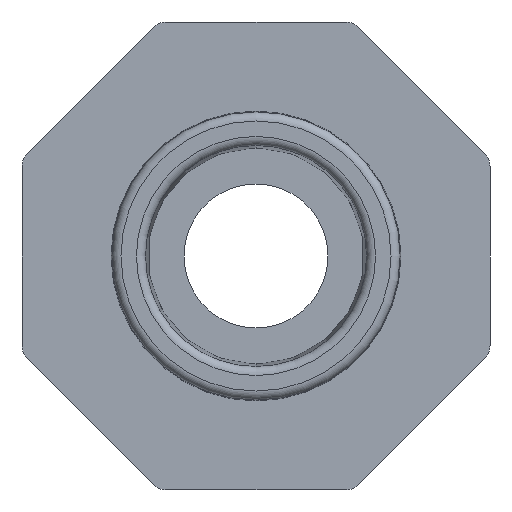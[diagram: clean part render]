
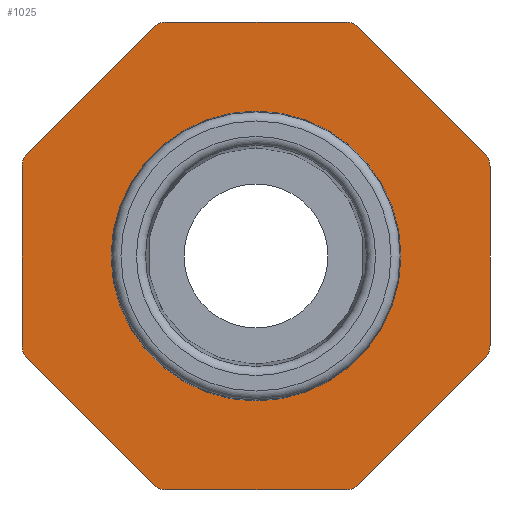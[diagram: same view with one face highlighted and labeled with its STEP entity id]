
A CAD part, front view. The second image highlights one B-rep face of the part: STEP entity #1025.
In plain terms, the highlighted planar face has unit normal (0, -1, 0).
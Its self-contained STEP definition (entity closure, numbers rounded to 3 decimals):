
#23=FACE_BOUND('',#162,.T.);
#42=PLANE('',#1131);
#97=FACE_OUTER_BOUND('',#161,.T.);
#161=EDGE_LOOP('',(#813,#814,#815,#816,#817,#818,#819,#820,#821,#822,#823,
#824,#825,#826,#827,#828));
#162=EDGE_LOOP('',(#829));
#204=CIRCLE('',#1102,1.);
#206=CIRCLE('',#1106,1.);
#208=CIRCLE('',#1110,1.);
#210=CIRCLE('',#1114,1.);
#212=CIRCLE('',#1118,1.);
#214=CIRCLE('',#1122,1.);
#216=CIRCLE('',#1126,1.);
#218=CIRCLE('',#1130,1.);
#219=CIRCLE('',#1132,8.05);
#306=LINE('',#4504,#364);
#310=LINE('',#4516,#368);
#314=LINE('',#4528,#372);
#318=LINE('',#4540,#376);
#322=LINE('',#4552,#380);
#326=LINE('',#4564,#384);
#330=LINE('',#4576,#388);
#334=LINE('',#4588,#392);
#364=VECTOR('',#1274,1.);
#368=VECTOR('',#1286,1.);
#372=VECTOR('',#1298,1.);
#376=VECTOR('',#1310,1.);
#380=VECTOR('',#1322,1.);
#384=VECTOR('',#1334,1.);
#388=VECTOR('',#1346,1.);
#392=VECTOR('',#1358,1.);
#449=VERTEX_POINT('',#4497);
#452=VERTEX_POINT('',#4502);
#454=VERTEX_POINT('',#4508);
#456=VERTEX_POINT('',#4514);
#458=VERTEX_POINT('',#4520);
#460=VERTEX_POINT('',#4526);
#462=VERTEX_POINT('',#4532);
#464=VERTEX_POINT('',#4538);
#466=VERTEX_POINT('',#4544);
#468=VERTEX_POINT('',#4550);
#470=VERTEX_POINT('',#4556);
#472=VERTEX_POINT('',#4562);
#474=VERTEX_POINT('',#4568);
#476=VERTEX_POINT('',#4574);
#478=VERTEX_POINT('',#4580);
#480=VERTEX_POINT('',#4586);
#481=VERTEX_POINT('',#4593);
#573=EDGE_CURVE('',#449,#452,#306,.T.);
#576=EDGE_CURVE('',#452,#454,#204,.T.);
#579=EDGE_CURVE('',#454,#456,#310,.T.);
#582=EDGE_CURVE('',#456,#458,#206,.T.);
#585=EDGE_CURVE('',#458,#460,#314,.T.);
#588=EDGE_CURVE('',#460,#462,#208,.T.);
#591=EDGE_CURVE('',#462,#464,#318,.T.);
#594=EDGE_CURVE('',#464,#466,#210,.T.);
#597=EDGE_CURVE('',#466,#468,#322,.T.);
#600=EDGE_CURVE('',#468,#470,#212,.T.);
#603=EDGE_CURVE('',#470,#472,#326,.T.);
#606=EDGE_CURVE('',#472,#474,#214,.T.);
#609=EDGE_CURVE('',#474,#476,#330,.T.);
#612=EDGE_CURVE('',#476,#478,#216,.T.);
#615=EDGE_CURVE('',#478,#480,#334,.T.);
#617=EDGE_CURVE('',#480,#449,#218,.T.);
#618=EDGE_CURVE('',#481,#481,#219,.T.);
#813=ORIENTED_EDGE('',*,*,#573,.T.);
#814=ORIENTED_EDGE('',*,*,#576,.T.);
#815=ORIENTED_EDGE('',*,*,#579,.T.);
#816=ORIENTED_EDGE('',*,*,#582,.T.);
#817=ORIENTED_EDGE('',*,*,#585,.T.);
#818=ORIENTED_EDGE('',*,*,#588,.T.);
#819=ORIENTED_EDGE('',*,*,#591,.T.);
#820=ORIENTED_EDGE('',*,*,#594,.T.);
#821=ORIENTED_EDGE('',*,*,#597,.T.);
#822=ORIENTED_EDGE('',*,*,#600,.T.);
#823=ORIENTED_EDGE('',*,*,#603,.T.);
#824=ORIENTED_EDGE('',*,*,#606,.T.);
#825=ORIENTED_EDGE('',*,*,#609,.T.);
#826=ORIENTED_EDGE('',*,*,#612,.T.);
#827=ORIENTED_EDGE('',*,*,#615,.T.);
#828=ORIENTED_EDGE('',*,*,#617,.T.);
#829=ORIENTED_EDGE('',*,*,#618,.F.);
#1025=ADVANCED_FACE('',(#97,#23),#42,.F.);
#1102=AXIS2_PLACEMENT_3D('',#4510,#1280,#1281);
#1106=AXIS2_PLACEMENT_3D('',#4522,#1292,#1293);
#1110=AXIS2_PLACEMENT_3D('',#4534,#1304,#1305);
#1114=AXIS2_PLACEMENT_3D('',#4546,#1316,#1317);
#1118=AXIS2_PLACEMENT_3D('',#4558,#1328,#1329);
#1122=AXIS2_PLACEMENT_3D('',#4570,#1340,#1341);
#1126=AXIS2_PLACEMENT_3D('',#4582,#1352,#1353);
#1130=AXIS2_PLACEMENT_3D('',#4591,#1363,#1364);
#1131=AXIS2_PLACEMENT_3D('',#4592,#1365,#1366);
#1132=AXIS2_PLACEMENT_3D('',#4594,#1367,#1368);
#1274=DIRECTION('',(0.,0.,-1.));
#1280=DIRECTION('center_axis',(0.,-1.,0.));
#1281=DIRECTION('ref_axis',(0.,0.,1.));
#1286=DIRECTION('',(0.707,0.,-0.707));
#1292=DIRECTION('center_axis',(0.,-1.,0.));
#1293=DIRECTION('ref_axis',(0.,0.,1.));
#1298=DIRECTION('',(1.,0.,0.));
#1304=DIRECTION('center_axis',(0.,-1.,0.));
#1305=DIRECTION('ref_axis',(0.,0.,1.));
#1310=DIRECTION('',(0.707,0.,0.707));
#1316=DIRECTION('center_axis',(0.,-1.,0.));
#1317=DIRECTION('ref_axis',(0.,0.,1.));
#1322=DIRECTION('',(0.,0.,1.));
#1328=DIRECTION('center_axis',(0.,-1.,0.));
#1329=DIRECTION('ref_axis',(0.,0.,1.));
#1334=DIRECTION('',(-0.707,0.,0.707));
#1340=DIRECTION('center_axis',(0.,-1.,0.));
#1341=DIRECTION('ref_axis',(0.,0.,1.));
#1346=DIRECTION('',(-1.,0.,0.));
#1352=DIRECTION('center_axis',(0.,-1.,0.));
#1353=DIRECTION('ref_axis',(0.,0.,1.));
#1358=DIRECTION('',(-0.707,0.,-0.707));
#1363=DIRECTION('center_axis',(0.,-1.,0.));
#1364=DIRECTION('ref_axis',(0.,0.,1.));
#1365=DIRECTION('center_axis',(0.,1.,0.));
#1366=DIRECTION('ref_axis',(0.,0.,1.));
#1367=DIRECTION('center_axis',(0.,-1.,0.));
#1368=DIRECTION('ref_axis',(0.,0.,-1.));
#4497=CARTESIAN_POINT('',(-13.,-18.5,4.971));
#4502=CARTESIAN_POINT('',(-13.,-18.5,-4.971));
#4504=CARTESIAN_POINT('',(-13.,-18.5,4.971));
#4508=CARTESIAN_POINT('',(-12.707,-18.5,-5.678));
#4510=CARTESIAN_POINT('Origin',(-12.,-18.5,-4.971));
#4514=CARTESIAN_POINT('',(-5.678,-18.5,-12.707));
#4516=CARTESIAN_POINT('',(-12.707,-18.5,-5.678));
#4520=CARTESIAN_POINT('',(-4.971,-18.5,-13.));
#4522=CARTESIAN_POINT('Origin',(-4.971,-18.5,-12.));
#4526=CARTESIAN_POINT('',(4.971,-18.5,-13.));
#4528=CARTESIAN_POINT('',(-4.971,-18.5,-13.));
#4532=CARTESIAN_POINT('',(5.678,-18.5,-12.707));
#4534=CARTESIAN_POINT('Origin',(4.971,-18.5,-12.));
#4538=CARTESIAN_POINT('',(12.707,-18.5,-5.678));
#4540=CARTESIAN_POINT('',(5.678,-18.5,-12.707));
#4544=CARTESIAN_POINT('',(13.,-18.5,-4.971));
#4546=CARTESIAN_POINT('Origin',(12.,-18.5,-4.971));
#4550=CARTESIAN_POINT('',(13.,-18.5,4.971));
#4552=CARTESIAN_POINT('',(13.,-18.5,-4.971));
#4556=CARTESIAN_POINT('',(12.707,-18.5,5.678));
#4558=CARTESIAN_POINT('Origin',(12.,-18.5,4.971));
#4562=CARTESIAN_POINT('',(5.678,-18.5,12.707));
#4564=CARTESIAN_POINT('',(12.707,-18.5,5.678));
#4568=CARTESIAN_POINT('',(4.971,-18.5,13.));
#4570=CARTESIAN_POINT('Origin',(4.971,-18.5,12.));
#4574=CARTESIAN_POINT('',(-4.971,-18.5,13.));
#4576=CARTESIAN_POINT('',(4.971,-18.5,13.));
#4580=CARTESIAN_POINT('',(-5.678,-18.5,12.707));
#4582=CARTESIAN_POINT('Origin',(-4.971,-18.5,12.));
#4586=CARTESIAN_POINT('',(-12.707,-18.5,5.678));
#4588=CARTESIAN_POINT('',(-5.678,-18.5,12.707));
#4591=CARTESIAN_POINT('Origin',(-12.,-18.5,4.971));
#4592=CARTESIAN_POINT('Origin',(-12.5,-18.5,0.));
#4593=CARTESIAN_POINT('',(0.,-18.5,-8.05));
#4594=CARTESIAN_POINT('Origin',(0.,-18.5,0.));
